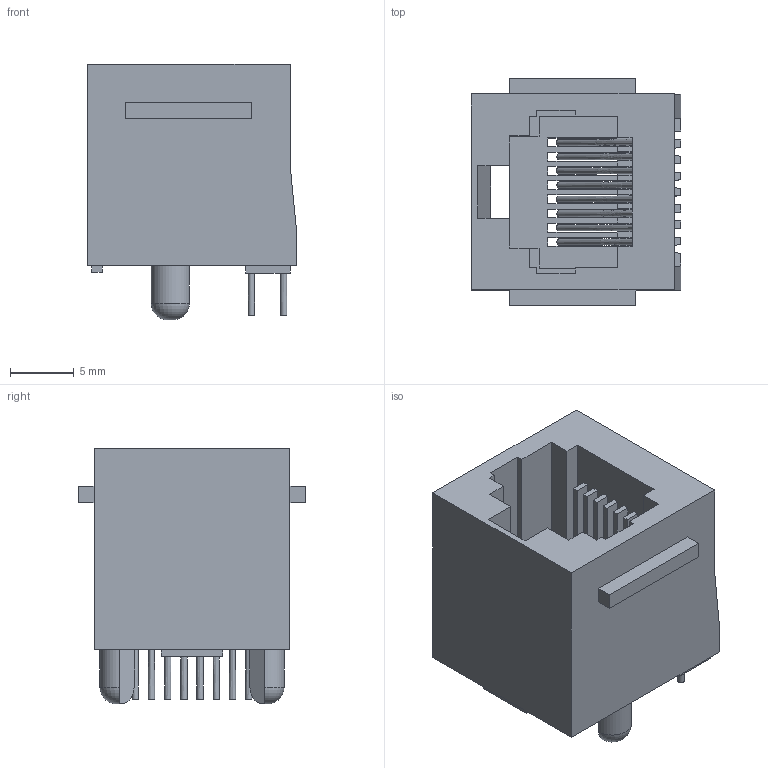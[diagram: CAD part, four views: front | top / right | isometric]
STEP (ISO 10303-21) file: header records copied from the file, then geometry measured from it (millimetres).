
FILE_DESCRIPTION(/* description */ ('Unknown'),/* implementation_level */ '2;1');
FILE_NAME(/* name */ 'J_Wurth_WR-MJ_615008144221',/* time_stamp */ '2025-07-08T09:32:00+08:00',/* author */ ('Unknown'),/* organization */ ('Unknown'),/* preprocessor_version */ 'ST-DEVELOPER v19.4',/* originating_system */ 'Solid Edge',/* authorisation */ 'Unknown');
FILE_SCHEMA (('AUTOMOTIVE_DESIGN {1 0 10303 214 3 1 1}'));
Length unit declared in the file: millimetre
Products named in the file (2): J_Wurth_WR-MJ_615008144221
Assembly tree (1 placements, depth 2):
  J_Wurth_WR-MJ_615008144221
    J_Wurth_WR-MJ_615008144221
Bounding box: 16.4 x 17.84 x 20.05 mm (x, y, z)
Volume: 2051.9 mm3; surface area: 3390.9 mm2
Topology: 9 solids, 9 shells, 276 faces, 740 edges, 468 vertices
Faces by surface type: plane 254, cylinder 12, bspline 8, torus 2
Full cylindrical faces by diameter (mm): 1.6 x2
Entity records: 12938 total; most frequent: CARTESIAN_POINT 5948, ORIENTED_EDGE 1460, DIRECTION 1324, EDGE_CURVE 730, LINE 676, VECTOR 676, VERTEX_POINT 468, AXIS2_PLACEMENT_3D 324
